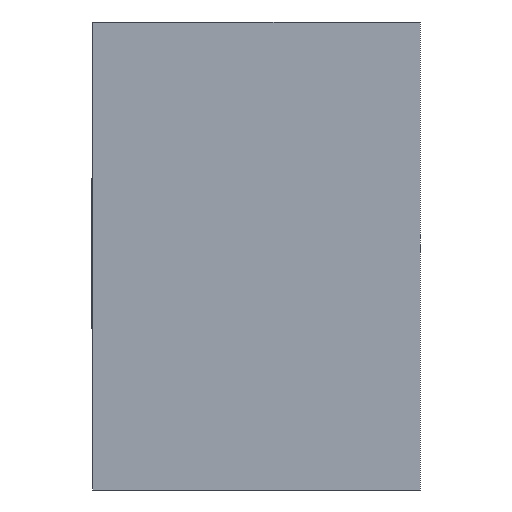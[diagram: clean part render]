
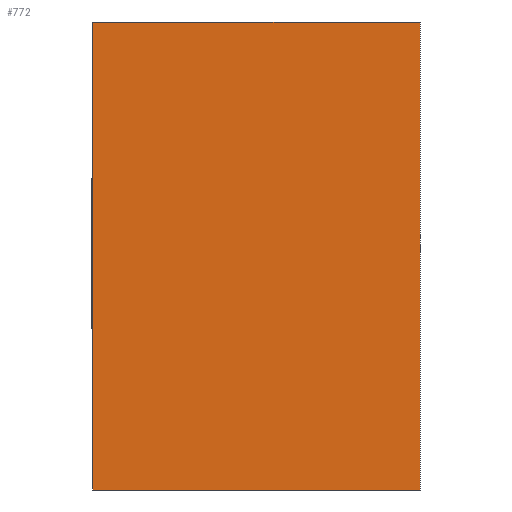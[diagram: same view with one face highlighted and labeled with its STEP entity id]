
A CAD part, left-side view. The second image highlights one B-rep face of the part: STEP entity #772.
In plain terms, the highlighted planar face has unit normal (-1, 0, 0).
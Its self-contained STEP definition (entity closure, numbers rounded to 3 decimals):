
#326 = VERTEX_POINT('',#327);
#327 = CARTESIAN_POINT('',(-0.5,0.,-0.25));
#333 = EDGE_CURVE('',#334,#326,#336,.T.);
#334 = VERTEX_POINT('',#335);
#335 = CARTESIAN_POINT('',(-0.5,0.35,-0.25));
#336 = LINE('',#337,#338);
#337 = CARTESIAN_POINT('',(-0.5,0.35,-0.25));
#338 = VECTOR('',#339,1.);
#339 = DIRECTION('',(0.,-1.,0.));
#564 = VERTEX_POINT('',#565);
#565 = CARTESIAN_POINT('',(-0.5,0.,0.25));
#571 = EDGE_CURVE('',#572,#564,#574,.T.);
#572 = VERTEX_POINT('',#573);
#573 = CARTESIAN_POINT('',(-0.5,0.35,0.25));
#574 = LINE('',#575,#576);
#575 = CARTESIAN_POINT('',(-0.5,0.35,0.25));
#576 = VECTOR('',#577,1.);
#577 = DIRECTION('',(0.,-1.,0.));
#688 = EDGE_CURVE('',#326,#564,#689,.T.);
#689 = LINE('',#690,#691);
#690 = CARTESIAN_POINT('',(-0.5,0.,-0.25));
#691 = VECTOR('',#692,1.);
#692 = DIRECTION('',(0.,0.,1.));
#760 = EDGE_CURVE('',#334,#572,#761,.T.);
#761 = LINE('',#762,#763);
#762 = CARTESIAN_POINT('',(-0.5,0.35,-0.25));
#763 = VECTOR('',#764,1.);
#764 = DIRECTION('',(0.,0.,1.));
#772 = ADVANCED_FACE('',(#773),#779,.F.);
#773 = FACE_BOUND('',#774,.F.);
#774 = EDGE_LOOP('',(#775,#776,#777,#778));
#775 = ORIENTED_EDGE('',*,*,#760,.T.);
#776 = ORIENTED_EDGE('',*,*,#571,.T.);
#777 = ORIENTED_EDGE('',*,*,#688,.F.);
#778 = ORIENTED_EDGE('',*,*,#333,.F.);
#779 = PLANE('',#780);
#780 = AXIS2_PLACEMENT_3D('',#781,#782,#783);
#781 = CARTESIAN_POINT('',(-0.5,0.35,-0.25));
#782 = DIRECTION('',(1.,0.,0.));
#783 = DIRECTION('',(0.,-1.,0.));
